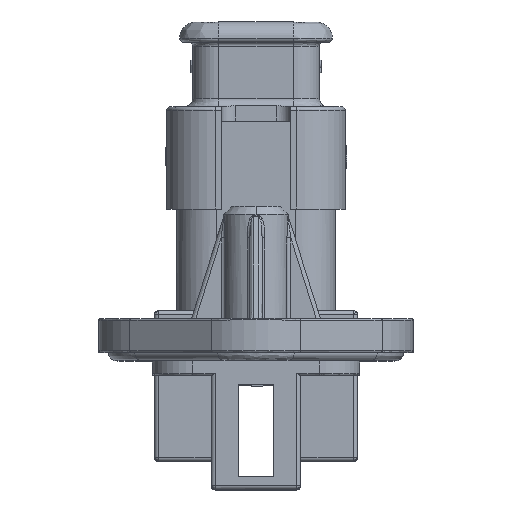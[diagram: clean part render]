
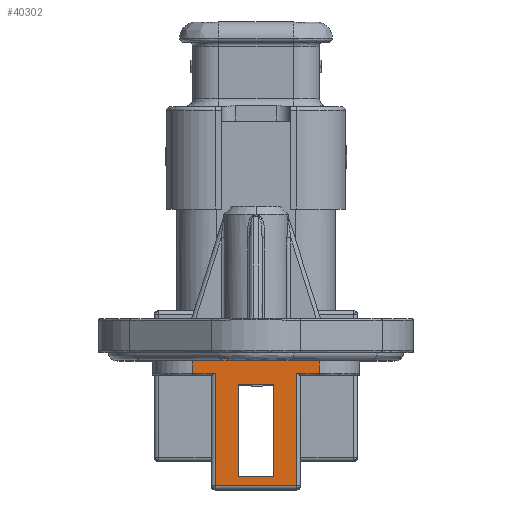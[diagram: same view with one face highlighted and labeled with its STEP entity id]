
A CAD part, top view. The second image highlights one B-rep face of the part: STEP entity #40302.
In plain terms, the highlighted planar face has unit normal (0, 0, 1).
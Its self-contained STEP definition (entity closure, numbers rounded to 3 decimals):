
#114 = DIRECTION ( 'NONE',  ( -1., 0., 0. ) ) ;
#585 = CARTESIAN_POINT ( 'NONE',  ( -17.511, 9.5, 17. ) ) ;
#1099 = LINE ( 'NONE', #30491, #59457 ) ;
#1473 = EDGE_CURVE ( 'NONE', #60386, #48744, #22823, .T. ) ;
#2247 = ORIENTED_EDGE ( 'NONE', *, *, #35743, .F. ) ;
#3180 = PLANE ( 'NONE',  #9536 ) ;
#4173 = VECTOR ( 'NONE', #5637, 1000. ) ;
#4269 = ORIENTED_EDGE ( 'NONE', *, *, #43921, .F. ) ;
#4454 = FACE_OUTER_BOUND ( 'NONE', #20002, .T. ) ;
#5637 = DIRECTION ( 'NONE',  ( 1., 0., 0. ) ) ;
#5877 = ORIENTED_EDGE ( 'NONE', *, *, #1473, .F. ) ;
#5918 = DIRECTION ( 'NONE',  ( -1., 0., 0. ) ) ;
#6495 = CARTESIAN_POINT ( 'NONE',  ( -7.85, -3.5, 17. ) ) ;
#7349 = LINE ( 'NONE', #12359, #71080 ) ;
#9536 = AXIS2_PLACEMENT_3D ( 'NONE', #14522, #54104, #31646 ) ;
#10988 = LINE ( 'NONE', #68194, #35823 ) ;
#12050 = VERTEX_POINT ( 'NONE', #36617 ) ;
#12359 = CARTESIAN_POINT ( 'NONE',  ( -17.511, 13.5, 17. ) ) ;
#14384 = VECTOR ( 'NONE', #36785, 1000. ) ;
#14522 = CARTESIAN_POINT ( 'NONE',  ( -17.511, -3.5, 17. ) ) ;
#15806 = EDGE_CURVE ( 'NONE', #48744, #35956, #30528, .T. ) ;
#16369 = VECTOR ( 'NONE', #51780, 1000. ) ;
#17121 = VERTEX_POINT ( 'NONE', #26181 ) ;
#18298 = ORIENTED_EDGE ( 'NONE', *, *, #32037, .F. ) ;
#18354 = EDGE_CURVE ( 'NONE', #64035, #24288, #43067, .T. ) ;
#19009 = CARTESIAN_POINT ( 'NONE',  ( -2.2, -3.5, 17. ) ) ;
#19778 = DIRECTION ( 'NONE',  ( -1., 0., 0. ) ) ;
#20002 = EDGE_LOOP ( 'NONE', ( #29737, #54369, #35951, #43560, #65588, #41470, #18298, #4269 ) ) ;
#21068 = VECTOR ( 'NONE', #19778, 1000. ) ;
#21967 = CARTESIAN_POINT ( 'NONE',  ( -5.05, 10.9, 17. ) ) ;
#22823 = LINE ( 'NONE', #46800, #40411 ) ;
#22840 = LINE ( 'NONE', #26433, #21068 ) ;
#23357 = ORIENTED_EDGE ( 'NONE', *, *, #15806, .F. ) ;
#23483 = VERTEX_POINT ( 'NONE', #48854 ) ;
#23655 = VECTOR ( 'NONE', #69753, 1000. ) ;
#24288 = VERTEX_POINT ( 'NONE', #51359 ) ;
#25283 = DIRECTION ( 'NONE',  ( 0., 1., 0. ) ) ;
#26181 = CARTESIAN_POINT ( 'NONE',  ( 5.05, -3., 17. ) ) ;
#26433 = CARTESIAN_POINT ( 'NONE',  ( -17.511, -3., 17. ) ) ;
#27470 = FACE_BOUND ( 'NONE', #61181, .T. ) ;
#27748 = CARTESIAN_POINT ( 'NONE',  ( 2.2, -1.9, 17. ) ) ;
#27869 = VERTEX_POINT ( 'NONE', #21967 ) ;
#29455 = LINE ( 'NONE', #19009, #14384 ) ;
#29737 = ORIENTED_EDGE ( 'NONE', *, *, #18354, .F. ) ;
#30011 = EDGE_CURVE ( 'NONE', #70014, #60386, #66072, .T. ) ;
#30491 = CARTESIAN_POINT ( 'NONE',  ( -5.05, -3.5, 17. ) ) ;
#30528 = LINE ( 'NONE', #585, #34033 ) ;
#31227 = CARTESIAN_POINT ( 'NONE',  ( 7.85, 13.5, 17. ) ) ;
#31250 = CARTESIAN_POINT ( 'NONE',  ( 5.05, -3.5, 17. ) ) ;
#31514 = VERTEX_POINT ( 'NONE', #68284 ) ;
#31646 = DIRECTION ( 'NONE',  ( -1., 0., 0. ) ) ;
#31712 = CARTESIAN_POINT ( 'NONE',  ( -2.2, 9.5, 17. ) ) ;
#32037 = EDGE_CURVE ( 'NONE', #23483, #17121, #60127, .T. ) ;
#34033 = VECTOR ( 'NONE', #114, 1000. ) ;
#35139 = LINE ( 'NONE', #69707, #65189 ) ;
#35743 = EDGE_CURVE ( 'NONE', #35956, #70014, #29455, .T. ) ;
#35823 = VECTOR ( 'NONE', #5918, 1000. ) ;
#35951 = ORIENTED_EDGE ( 'NONE', *, *, #62132, .F. ) ;
#35956 = VERTEX_POINT ( 'NONE', #31712 ) ;
#36617 = CARTESIAN_POINT ( 'NONE',  ( -7.85, 10.9, 17. ) ) ;
#36785 = DIRECTION ( 'NONE',  ( 0., -1., 0. ) ) ;
#40302 = ADVANCED_FACE ( 'NONE', ( #27470, #4454 ), #3180, .F. ) ;
#40411 = VECTOR ( 'NONE', #25283, 1000. ) ;
#41470 = ORIENTED_EDGE ( 'NONE', *, *, #64719, .F. ) ;
#42200 = EDGE_CURVE ( 'NONE', #64035, #46109, #7349, .T. ) ;
#43067 = LINE ( 'NONE', #58647, #23655 ) ;
#43560 = ORIENTED_EDGE ( 'NONE', *, *, #57180, .F. ) ;
#43862 = ORIENTED_EDGE ( 'NONE', *, *, #30011, .F. ) ;
#43921 = EDGE_CURVE ( 'NONE', #24288, #23483, #35139, .T. ) ;
#46109 = VERTEX_POINT ( 'NONE', #53979 ) ;
#46800 = CARTESIAN_POINT ( 'NONE',  ( 2.2, -3.5, 17. ) ) ;
#48744 = VERTEX_POINT ( 'NONE', #55388 ) ;
#48854 = CARTESIAN_POINT ( 'NONE',  ( 5.05, 10.9, 17. ) ) ;
#50420 = CARTESIAN_POINT ( 'NONE',  ( -17.511, -1.9, 17. ) ) ;
#51359 = CARTESIAN_POINT ( 'NONE',  ( 7.85, 10.9, 17. ) ) ;
#51780 = DIRECTION ( 'NONE',  ( 0., 1., 0. ) ) ;
#53659 = CARTESIAN_POINT ( 'NONE',  ( -2.2, -1.9, 17. ) ) ;
#53979 = CARTESIAN_POINT ( 'NONE',  ( -7.85, 13.5, 17. ) ) ;
#54104 = DIRECTION ( 'NONE',  ( 0., 0., -1. ) ) ;
#54369 = ORIENTED_EDGE ( 'NONE', *, *, #42200, .T. ) ;
#55388 = CARTESIAN_POINT ( 'NONE',  ( 2.2, 9.5, 17. ) ) ;
#57180 = EDGE_CURVE ( 'NONE', #27869, #12050, #10988, .T. ) ;
#58647 = CARTESIAN_POINT ( 'NONE',  ( 7.85, 13.5, 17. ) ) ;
#59457 = VECTOR ( 'NONE', #69981, 1000. ) ;
#60127 = LINE ( 'NONE', #31250, #61894 ) ;
#60386 = VERTEX_POINT ( 'NONE', #27748 ) ;
#61181 = EDGE_LOOP ( 'NONE', ( #2247, #23357, #5877, #43862 ) ) ;
#61894 = VECTOR ( 'NONE', #65559, 1000. ) ;
#62132 = EDGE_CURVE ( 'NONE', #12050, #46109, #67637, .T. ) ;
#63036 = DIRECTION ( 'NONE',  ( -1., 0., 0. ) ) ;
#64035 = VERTEX_POINT ( 'NONE', #31227 ) ;
#64719 = EDGE_CURVE ( 'NONE', #17121, #31514, #22840, .T. ) ;
#65189 = VECTOR ( 'NONE', #63036, 1000. ) ;
#65249 = DIRECTION ( 'NONE',  ( -1., 0., 0. ) ) ;
#65559 = DIRECTION ( 'NONE',  ( 0., -1., 0. ) ) ;
#65588 = ORIENTED_EDGE ( 'NONE', *, *, #72533, .F. ) ;
#66072 = LINE ( 'NONE', #50420, #4173 ) ;
#67637 = LINE ( 'NONE', #6495, #16369 ) ;
#68194 = CARTESIAN_POINT ( 'NONE',  ( -17.511, 10.9, 17. ) ) ;
#68284 = CARTESIAN_POINT ( 'NONE',  ( -5.05, -3., 17. ) ) ;
#69707 = CARTESIAN_POINT ( 'NONE',  ( -17.511, 10.9, 17. ) ) ;
#69753 = DIRECTION ( 'NONE',  ( 0., -1., 0. ) ) ;
#69981 = DIRECTION ( 'NONE',  ( 0., 1., 0. ) ) ;
#70014 = VERTEX_POINT ( 'NONE', #53659 ) ;
#71080 = VECTOR ( 'NONE', #65249, 1000. ) ;
#72533 = EDGE_CURVE ( 'NONE', #31514, #27869, #1099, .T. ) ;
